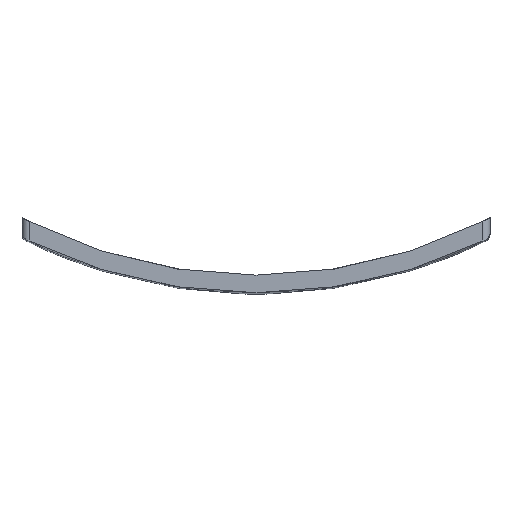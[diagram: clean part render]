
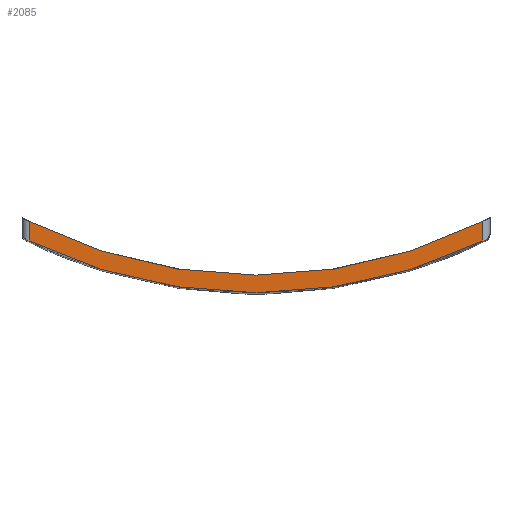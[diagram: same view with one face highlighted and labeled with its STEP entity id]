
A CAD part, top view. The second image highlights one B-rep face of the part: STEP entity #2085.
In plain terms, the highlighted planar face has unit normal (0, 0, 1).
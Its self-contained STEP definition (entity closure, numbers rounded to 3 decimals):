
#814=CARTESIAN_POINT('',(-64.492,-128.751,120.));
#815=VERTEX_POINT('',#814);
#841=CARTESIAN_POINT('',(64.492,-128.751,120.));
#842=VERTEX_POINT('',#841);
#843=CARTESIAN_POINT('',(0.,0.,120.));
#844=DIRECTION('',(0.,0.,-1.));
#845=DIRECTION('',(1.,0.,0.));
#846=AXIS2_PLACEMENT_3D('',#843,#844,#845);
#847=CIRCLE('',#846,144.);
#848=EDGE_CURVE('',#842,#815,#847,.T.);
#1977=CARTESIAN_POINT('',(64.492,-134.32,120.));
#1978=VERTEX_POINT('',#1977);
#1989=CARTESIAN_POINT('',(-64.492,-134.32,120.));
#1990=VERTEX_POINT('',#1989);
#1991=CARTESIAN_POINT('',(0.,0.,120.));
#1992=DIRECTION('',(0.,0.,1.));
#1993=DIRECTION('',(1.,0.,-0.));
#1994=AXIS2_PLACEMENT_3D('',#1991,#1992,#1993);
#1995=CIRCLE('',#1994,149.);
#1996=EDGE_CURVE('',#1990,#1978,#1995,.T.);
#2064=CARTESIAN_POINT('',(0.,0.,120.));
#2065=DIRECTION('',(0.,0.,1.));
#2066=DIRECTION('',(1.,0.,0.));
#2067=AXIS2_PLACEMENT_3D('',#2064,#2065,#2066);
#2068=PLANE('',#2067);
#2069=ORIENTED_EDGE('',*,*,#1996,.T.);
#2070=CARTESIAN_POINT('',(64.492,-134.32,120.));
#2071=DIRECTION('',(0.,1.,0.));
#2072=VECTOR('',#2071,5.569);
#2073=LINE('',#2070,#2072);
#2074=EDGE_CURVE('',#1978,#842,#2073,.T.);
#2075=ORIENTED_EDGE('',*,*,#2074,.T.);
#2076=ORIENTED_EDGE('',*,*,#848,.T.);
#2077=CARTESIAN_POINT('',(-64.492,-128.751,120.));
#2078=DIRECTION('',(0.,-1.,0.));
#2079=VECTOR('',#2078,5.569);
#2080=LINE('',#2077,#2079);
#2081=EDGE_CURVE('',#815,#1990,#2080,.T.);
#2082=ORIENTED_EDGE('',*,*,#2081,.T.);
#2083=EDGE_LOOP('',(#2069,#2075,#2076,#2082));
#2084=FACE_BOUND('',#2083,.T.);
#2085=ADVANCED_FACE('',(#2084),#2068,.T.);
